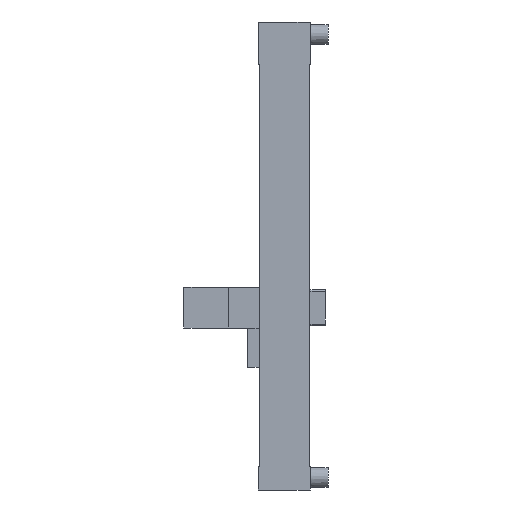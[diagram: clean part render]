
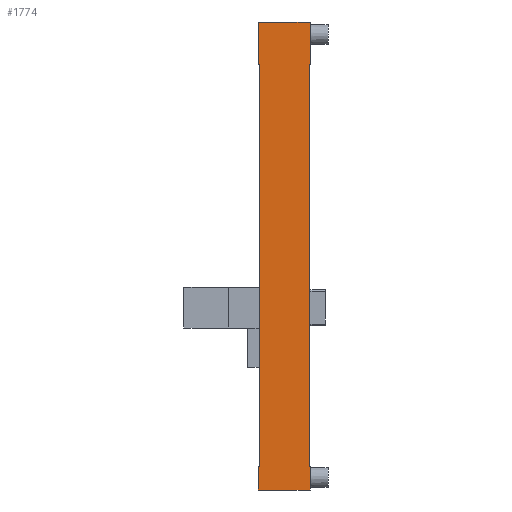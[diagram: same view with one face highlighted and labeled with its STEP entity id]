
A CAD part, left-side view. The second image highlights one B-rep face of the part: STEP entity #1774.
In plain terms, the highlighted planar face has unit normal (-1, 0, 0).
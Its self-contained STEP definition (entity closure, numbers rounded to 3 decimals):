
#20 = LINE ( 'NONE', #1257, #1509 ) ;
#25 = VERTEX_POINT ( 'NONE', #1985 ) ;
#105 = VECTOR ( 'NONE', #132, 1000. ) ;
#124 = VECTOR ( 'NONE', #1975, 1000. ) ;
#132 = DIRECTION ( 'NONE',  ( 0., 0., 1. ) ) ;
#141 = CARTESIAN_POINT ( 'NONE',  ( -295., 89.5, -300. ) ) ;
#187 = VECTOR ( 'NONE', #304, 1000. ) ;
#196 = ORIENTED_EDGE ( 'NONE', *, *, #373, .F. ) ;
#201 = ORIENTED_EDGE ( 'NONE', *, *, #1916, .T. ) ;
#202 = DIRECTION ( 'NONE',  ( 0., 0., -1. ) ) ;
#230 = CARTESIAN_POINT ( 'NONE',  ( -295., 88., 246. ) ) ;
#286 = DIRECTION ( 'NONE',  ( 0., -1., 0. ) ) ;
#304 = DIRECTION ( 'NONE',  ( 0., 0., 1. ) ) ;
#310 = LINE ( 'NONE', #945, #105 ) ;
#344 = VERTEX_POINT ( 'NONE', #2027 ) ;
#373 = EDGE_CURVE ( 'NONE', #25, #2022, #1586, .T. ) ;
#393 = ORIENTED_EDGE ( 'NONE', *, *, #2044, .T. ) ;
#503 = CARTESIAN_POINT ( 'NONE',  ( -295., 88., 836.002 ) ) ;
#530 = ORIENTED_EDGE ( 'NONE', *, *, #1677, .T. ) ;
#534 = DIRECTION ( 'NONE',  ( 0., -1., 0. ) ) ;
#552 = CARTESIAN_POINT ( 'NONE',  ( -295., 89.5, 246. ) ) ;
#573 = EDGE_CURVE ( 'NONE', #716, #786, #20, .T. ) ;
#594 = EDGE_CURVE ( 'NONE', #973, #716, #769, .T. ) ;
#600 = LINE ( 'NONE', #696, #1096 ) ;
#606 = CARTESIAN_POINT ( 'NONE',  ( -295., 89.5, 246. ) ) ;
#644 = LINE ( 'NONE', #2053, #1982 ) ;
#664 = EDGE_CURVE ( 'NONE', #941, #1875, #1349, .T. ) ;
#679 = EDGE_CURVE ( 'NONE', #344, #941, #873, .T. ) ;
#696 = CARTESIAN_POINT ( 'NONE',  ( -295., 23., -300. ) ) ;
#701 = ORIENTED_EDGE ( 'NONE', *, *, #1525, .F. ) ;
#704 = EDGE_CURVE ( 'NONE', #1305, #344, #1622, .T. ) ;
#708 = CARTESIAN_POINT ( 'NONE',  ( -295., 89.5, 300. ) ) ;
#716 = VERTEX_POINT ( 'NONE', #1970 ) ;
#744 = ORIENTED_EDGE ( 'NONE', *, *, #936, .T. ) ;
#767 = ORIENTED_EDGE ( 'NONE', *, *, #679, .F. ) ;
#769 = LINE ( 'NONE', #838, #187 ) ;
#786 = VERTEX_POINT ( 'NONE', #1006 ) ;
#838 = CARTESIAN_POINT ( 'NONE',  ( -295., 89.5, -300. ) ) ;
#865 = CARTESIAN_POINT ( 'NONE',  ( -295., 23., 300. ) ) ;
#873 = LINE ( 'NONE', #1661, #124 ) ;
#936 = EDGE_CURVE ( 'NONE', #1305, #2022, #310, .T. ) ;
#940 = DIRECTION ( 'NONE',  ( 0., 1., 0. ) ) ;
#941 = VERTEX_POINT ( 'NONE', #1108 ) ;
#945 = CARTESIAN_POINT ( 'NONE',  ( -295., 23., -300. ) ) ;
#973 = VERTEX_POINT ( 'NONE', #1646 ) ;
#981 = CARTESIAN_POINT ( 'NONE',  ( -295., 23., -300. ) ) ;
#1006 = CARTESIAN_POINT ( 'NONE',  ( -295., 88., -270. ) ) ;
#1032 = DIRECTION ( 'NONE',  ( 1., 0., 0. ) ) ;
#1046 = ORIENTED_EDGE ( 'NONE', *, *, #664, .F. ) ;
#1077 = CARTESIAN_POINT ( 'NONE',  ( -295., 23., 246. ) ) ;
#1096 = VECTOR ( 'NONE', #1658, 1000. ) ;
#1108 = CARTESIAN_POINT ( 'NONE',  ( -295., 24.5, -270. ) ) ;
#1122 = DIRECTION ( 'NONE',  ( 0., 0., 1. ) ) ;
#1159 = CARTESIAN_POINT ( 'NONE',  ( -295., 23., -270. ) ) ;
#1174 = CARTESIAN_POINT ( 'NONE',  ( -295., 89.5, -300. ) ) ;
#1183 = ORIENTED_EDGE ( 'NONE', *, *, #704, .F. ) ;
#1218 = VECTOR ( 'NONE', #940, 1000. ) ;
#1226 = AXIS2_PLACEMENT_3D ( 'NONE', #1174, #1032, #202 ) ;
#1257 = CARTESIAN_POINT ( 'NONE',  ( -295., 89.5, -270. ) ) ;
#1272 = VECTOR ( 'NONE', #1824, 1000. ) ;
#1294 = LINE ( 'NONE', #503, #1272 ) ;
#1305 = VERTEX_POINT ( 'NONE', #1077 ) ;
#1307 = ORIENTED_EDGE ( 'NONE', *, *, #1330, .F. ) ;
#1330 = EDGE_CURVE ( 'NONE', #2101, #2083, #2012, .T. ) ;
#1340 = FACE_OUTER_BOUND ( 'NONE', #1801, .T. ) ;
#1349 = LINE ( 'NONE', #1159, #1740 ) ;
#1399 = DIRECTION ( 'NONE',  ( 0., -1., 0. ) ) ;
#1465 = VECTOR ( 'NONE', #1122, 1000. ) ;
#1477 = DIRECTION ( 'NONE',  ( 0., 1., 0. ) ) ;
#1509 = VECTOR ( 'NONE', #286, 1000. ) ;
#1525 = EDGE_CURVE ( 'NONE', #2083, #25, #1630, .T. ) ;
#1563 = CARTESIAN_POINT ( 'NONE',  ( -295., 23., -270. ) ) ;
#1578 = VECTOR ( 'NONE', #1477, 1000. ) ;
#1586 = LINE ( 'NONE', #708, #1862 ) ;
#1622 = LINE ( 'NONE', #1996, #1578 ) ;
#1630 = LINE ( 'NONE', #141, #1465 ) ;
#1646 = CARTESIAN_POINT ( 'NONE',  ( -295., 89.5, -300. ) ) ;
#1658 = DIRECTION ( 'NONE',  ( 0., 0., 1. ) ) ;
#1661 = CARTESIAN_POINT ( 'NONE',  ( -295., 24.5, 836.002 ) ) ;
#1668 = PLANE ( 'NONE',  #1226 ) ;
#1677 = EDGE_CURVE ( 'NONE', #2101, #786, #1294, .T. ) ;
#1728 = VERTEX_POINT ( 'NONE', #981 ) ;
#1736 = ORIENTED_EDGE ( 'NONE', *, *, #594, .F. ) ;
#1740 = VECTOR ( 'NONE', #534, 1000. ) ;
#1774 = ADVANCED_FACE ( 'NONE', ( #1340 ), #1668, .F. ) ;
#1801 = EDGE_LOOP ( 'NONE', ( #1046, #767, #1183, #744, #196, #701, #1307, #530, #2103, #1736, #201, #393 ) ) ;
#1824 = DIRECTION ( 'NONE',  ( 0., 0., -1. ) ) ;
#1842 = DIRECTION ( 'NONE',  ( 0., -1., 0. ) ) ;
#1862 = VECTOR ( 'NONE', #1842, 1000. ) ;
#1875 = VERTEX_POINT ( 'NONE', #1563 ) ;
#1916 = EDGE_CURVE ( 'NONE', #973, #1728, #644, .T. ) ;
#1970 = CARTESIAN_POINT ( 'NONE',  ( -295., 89.5, -270. ) ) ;
#1975 = DIRECTION ( 'NONE',  ( 0., 0., -1. ) ) ;
#1982 = VECTOR ( 'NONE', #1399, 1000. ) ;
#1985 = CARTESIAN_POINT ( 'NONE',  ( -295., 89.5, 300. ) ) ;
#1996 = CARTESIAN_POINT ( 'NONE',  ( -295., 23., 246. ) ) ;
#2012 = LINE ( 'NONE', #606, #1218 ) ;
#2022 = VERTEX_POINT ( 'NONE', #865 ) ;
#2027 = CARTESIAN_POINT ( 'NONE',  ( -295., 24.5, 246. ) ) ;
#2044 = EDGE_CURVE ( 'NONE', #1728, #1875, #600, .T. ) ;
#2053 = CARTESIAN_POINT ( 'NONE',  ( -295., 89.5, -300. ) ) ;
#2083 = VERTEX_POINT ( 'NONE', #552 ) ;
#2101 = VERTEX_POINT ( 'NONE', #230 ) ;
#2103 = ORIENTED_EDGE ( 'NONE', *, *, #573, .F. ) ;
